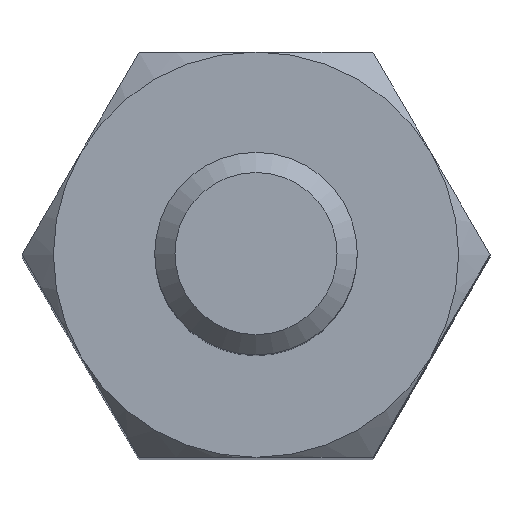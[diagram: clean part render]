
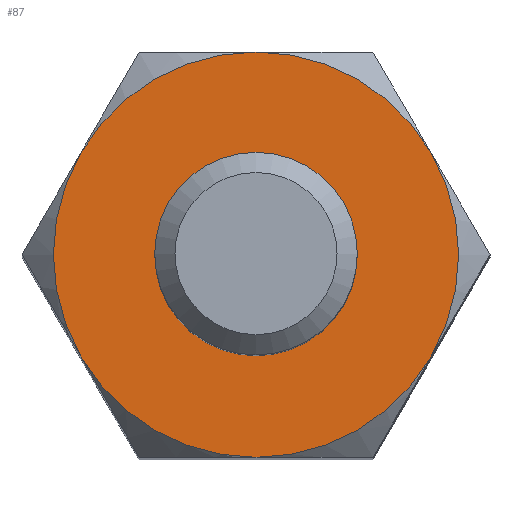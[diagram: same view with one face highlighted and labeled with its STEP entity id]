
A CAD part, top view. The second image highlights one B-rep face of the part: STEP entity #87.
In plain terms, the highlighted planar face has unit normal (0, 0, 1).
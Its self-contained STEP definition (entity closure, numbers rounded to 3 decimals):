
#87 = ADVANCED_FACE( '', ( #188, #189 ), #190, .T. );
#188 = FACE_BOUND( '', #300, .T. );
#189 = FACE_OUTER_BOUND( '', #301, .T. );
#190 = PLANE( '', #302 );
#300 = EDGE_LOOP( '', ( #472 ) );
#301 = EDGE_LOOP( '', ( #473, #474, #475, #476, #477, #478 ) );
#302 = AXIS2_PLACEMENT_3D( '', #479, #480, #481 );
#472 = ORIENTED_EDGE( '', *, *, #642, .T. );
#473 = ORIENTED_EDGE( '', *, *, #643, .F. );
#474 = ORIENTED_EDGE( '', *, *, #630, .F. );
#475 = ORIENTED_EDGE( '', *, *, #644, .F. );
#476 = ORIENTED_EDGE( '', *, *, #633, .T. );
#477 = ORIENTED_EDGE( '', *, *, #638, .F. );
#478 = ORIENTED_EDGE( '', *, *, #617, .F. );
#479 = CARTESIAN_POINT( '', ( 0., 0., 0. ) );
#480 = DIRECTION( '', ( 0., 0., 1. ) );
#481 = DIRECTION( '', ( 1., 0., 0. ) );
#617 = EDGE_CURVE( '', #722, #711, #724, .F. );
#630 = EDGE_CURVE( '', #742, #693, #744, .F. );
#633 = EDGE_CURVE( '', #730, #746, #748, .T. );
#638 = EDGE_CURVE( '', #711, #746, #753, .F. );
#642 = EDGE_CURVE( '', #757, #757, #758, .F. );
#643 = EDGE_CURVE( '', #693, #722, #759, .F. );
#644 = EDGE_CURVE( '', #730, #742, #760, .F. );
#693 = VERTEX_POINT( '', #822 );
#711 = VERTEX_POINT( '', #866 );
#722 = VERTEX_POINT( '', #903 );
#724 = CIRCLE( '', #910, 2. );
#730 = VERTEX_POINT( '', #916 );
#742 = VERTEX_POINT( '', #945 );
#744 = CIRCLE( '', #954, 2. );
#746 = VERTEX_POINT( '', #956 );
#748 = CIRCLE( '', #965, 2. );
#753 = CIRCLE( '', #982, 2. );
#757 = VERTEX_POINT( '', #993 );
#758 = CIRCLE( '', #994, 0.85 );
#759 = CIRCLE( '', #995, 2. );
#760 = CIRCLE( '', #996, 2. );
#822 = CARTESIAN_POINT( '', ( 1.732, -1., 0. ) );
#866 = CARTESIAN_POINT( '', ( -1.732, -1., 0. ) );
#903 = CARTESIAN_POINT( '', ( 0., -2., 0. ) );
#910 = AXIS2_PLACEMENT_3D( '', #1084, #1085, #1086 );
#916 = CARTESIAN_POINT( '', ( 0., 2., 0. ) );
#945 = CARTESIAN_POINT( '', ( 1.732, 1., 0. ) );
#954 = AXIS2_PLACEMENT_3D( '', #1095, #1096, #1097 );
#956 = CARTESIAN_POINT( '', ( -1.732, 1., 0. ) );
#965 = AXIS2_PLACEMENT_3D( '', #1098, #1099, #1100 );
#982 = AXIS2_PLACEMENT_3D( '', #1101, #1102, #1103 );
#993 = CARTESIAN_POINT( '', ( 0.85, 0., 0. ) );
#994 = AXIS2_PLACEMENT_3D( '', #1104, #1105, #1106 );
#995 = AXIS2_PLACEMENT_3D( '', #1107, #1108, #1109 );
#996 = AXIS2_PLACEMENT_3D( '', #1110, #1111, #1112 );
#1084 = CARTESIAN_POINT( '', ( 0., 0., 0. ) );
#1085 = DIRECTION( '', ( 0., 0., 1. ) );
#1086 = DIRECTION( '', ( 1., 0., 0. ) );
#1095 = CARTESIAN_POINT( '', ( 0., 0., 0. ) );
#1096 = DIRECTION( '', ( 0., 0., 1. ) );
#1097 = DIRECTION( '', ( 1., 0., 0. ) );
#1098 = CARTESIAN_POINT( '', ( 0., 0., 0. ) );
#1099 = DIRECTION( '', ( 0., 0., 1. ) );
#1100 = DIRECTION( '', ( 1., 0., 0. ) );
#1101 = CARTESIAN_POINT( '', ( 0., 0., 0. ) );
#1102 = DIRECTION( '', ( 0., 0., 1. ) );
#1103 = DIRECTION( '', ( 1., 0., 0. ) );
#1104 = CARTESIAN_POINT( '', ( 0., 0., 0. ) );
#1105 = DIRECTION( '', ( 0., 0., 1. ) );
#1106 = DIRECTION( '', ( 1., 0., 0. ) );
#1107 = CARTESIAN_POINT( '', ( 0., 0., 0. ) );
#1108 = DIRECTION( '', ( 0., 0., 1. ) );
#1109 = DIRECTION( '', ( 1., 0., 0. ) );
#1110 = CARTESIAN_POINT( '', ( 0., 0., 0. ) );
#1111 = DIRECTION( '', ( 0., 0., 1. ) );
#1112 = DIRECTION( '', ( 1., 0., 0. ) );
